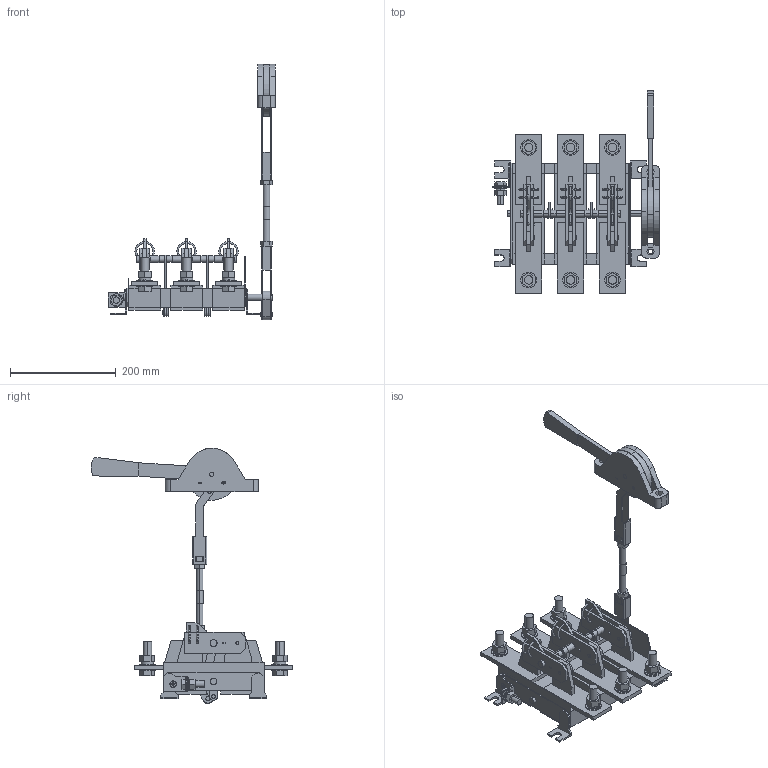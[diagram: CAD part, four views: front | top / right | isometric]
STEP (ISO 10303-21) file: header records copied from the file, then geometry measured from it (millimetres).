
FILE_DESCRIPTION (( 'STEP AP214' ), '1' );
FILE_NAME ('PE-31140-1600 Ðàçúåäèíèòåëü ÐÅ19-43-31140 1600À IEK.STEP', '2018-05-24T11:58:41', ( '' ), ( '' ), 'SwSTEP 2.0', 'SolidWorks 2014', '' );
FILE_SCHEMA (( 'AUTOMOTIVE_DESIGN' ));
Length unit declared in the file: millimetre
Products named in the file (1): PE-31140-1600 Ðàçúåäèíèòåëü ÐÅ19-43-31140  1600À IEK
Bounding box: 315.35 x 380.94 x 482 mm (x, y, z)
Volume: 2656265.5 mm3; surface area: 588425.5 mm2
Topology: 25 solids, 25 shells, 1187 faces, 3059 edges, 2004 vertices
Faces by surface type: plane 804, cylinder 351, torus 12, cone 12, bspline 8
Entity records: 37179 total; most frequent: CARTESIAN_POINT 7115, ORIENTED_EDGE 6118, DIRECTION 6099, EDGE_CURVE 3059, LINE 2243, VECTOR 2243, VERTEX_POINT 2004, AXIS2_PLACEMENT_3D 1928
